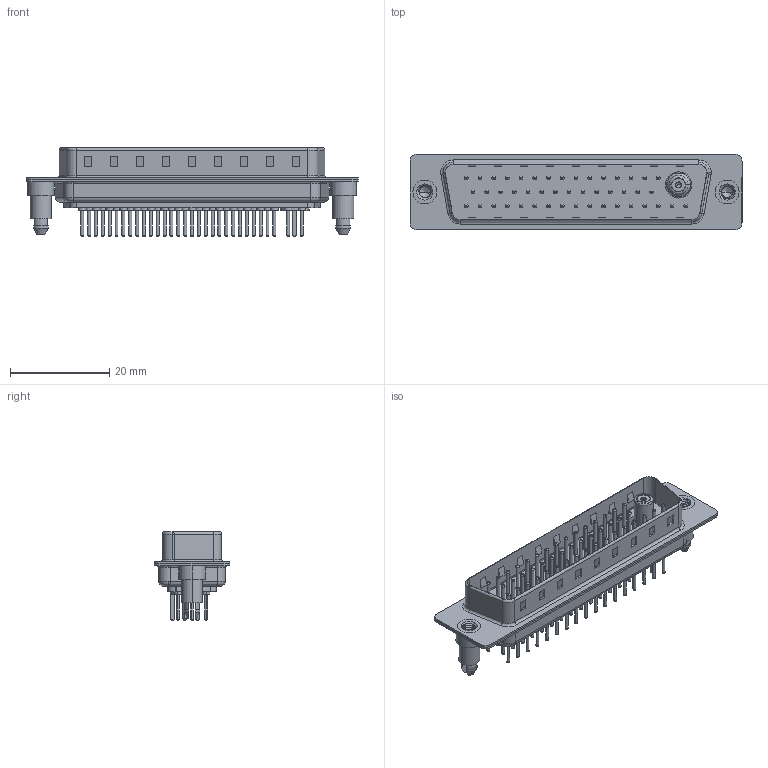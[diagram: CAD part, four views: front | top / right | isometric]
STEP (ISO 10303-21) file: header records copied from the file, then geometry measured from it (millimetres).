
FILE_DESCRIPTION (( 'STEP AP203' ), '1' );
FILE_NAME ('627-47W1624-5ND.STEP', '2019-06-20T17:48:14', ( '' ), ( '' ), 'SwSTEP 2.0', 'SolidWorks 2016', '' );
FILE_SCHEMA (( 'CONFIG_CONTROL_DESIGN' ));
Length unit declared in the file: millimetre
Products named in the file (15): 627Combo Housing_47W1; 627Combo Threaded Boardlock_5; 627Combo Contact Row 2_24; Co-Ax Jack Assy_St; 627Combo Shell Front_50 Contacts; 627Combo Contact Row 1_24; Insulator Socket 2; 627Combo Contact Row 3_24; Locking Collar; Insulator Socket; 627Combo Shell Rear_50 Contacts; 627Combo Threaded Boardlock_D; Co-Ax Jack_Straight PC Tail; Socket_Str; 627-47W1624-5ND
Assembly tree (57 placements, depth 3):
  627-47W1624-5ND
    627Combo Housing_47W1
    627Combo Shell Rear_50 Contacts
    627Combo Shell Front_50 Contacts
    627Combo Threaded Boardlock_D
    Co-Ax Jack Assy_St
      Co-Ax Jack_Straight PC Tail
      Insulator Socket
      Insulator Socket 2
      Locking Collar
      Socket_Str
    627Combo Threaded Boardlock_5
    627Combo Contact Row 1_24  x15
    627Combo Contact Row 2_24  x14
    627Combo Contact Row 3_24  x17
Bounding box: 67 x 15.3 x 17.9 mm (x, y, z)
Volume: 4682.6 mm3; surface area: 11516.2 mm2
Topology: 56 solids, 56 shells, 2283 faces, 4862 edges, 2944 vertices
Faces by surface type: cylinder 872, torus 790, plane 588, cone 22, bspline 9, sphere 2
Entity records: 37015 total; most frequent: CARTESIAN_POINT 9232, DIRECTION 5634, ORIENTED_EDGE 4888, EDGE_CURVE 2444, AXIS2_PLACEMENT_3D 2251, VERTEX_POINT 1568, EDGE_LOOP 1318, CIRCLE 1163
